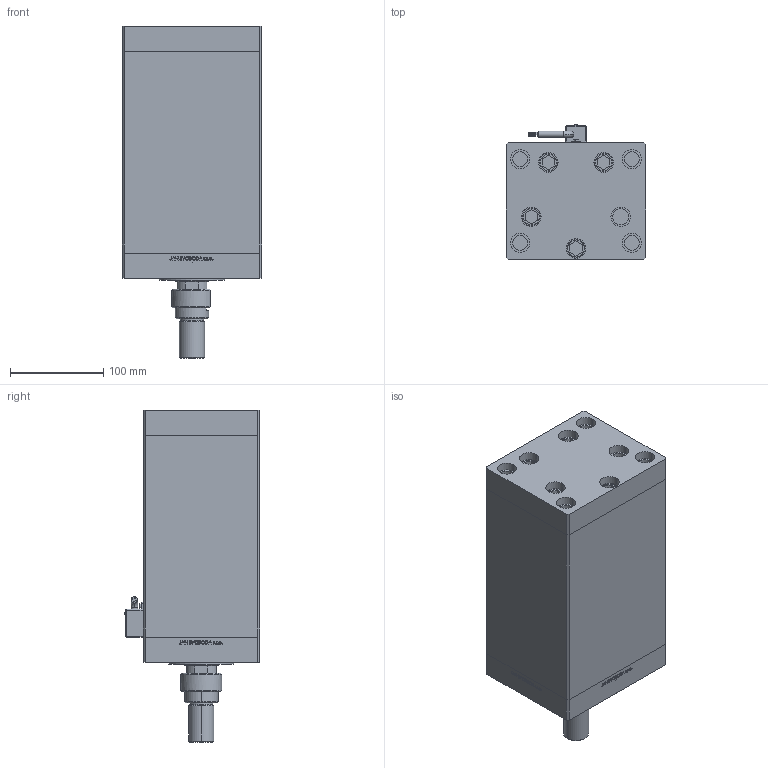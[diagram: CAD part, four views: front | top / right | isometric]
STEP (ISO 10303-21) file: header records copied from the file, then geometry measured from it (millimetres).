
FILE_DESCRIPTION (( 'STEP AP203' ), '1' );
FILE_NAME ('7c6c.STEP', '2024-01-08T23:11:40', ( '' ), ( '' ), 'SwSTEP 2.0', 'SolidWorks 2019', '' );
FILE_SCHEMA (( 'CONFIG_CONTROL_DESIGN' ));
Length unit declared in the file: millimetre
Products named in the file (9): Magnetic_Switch_MSU4 be9ca06281b65305873d072aa93afdc5; V220C_C MIDDLE be9ca06281b65305873d072aa93afdc5; ALLEN BOLT be9ca06281b65305873d072aa93afdc5; V220C BACK_C be9ca06281b65305873d072aa93afdc5; FEMALE_PART_FOR_DFA be9ca06281b65305873d072aa93afdc5; V220C FRONT be9ca06281b65305873d072aa93afdc5; V220C_VC_C be9ca06281b65305873d072aa93afdc5; 7c6c; DFA be9ca06281b65305873d072aa93afdc5
Assembly tree (16 placements, depth 3):
  7c6c
    ALLEN BOLT be9ca06281b65305873d072aa93afdc5  x9
    V220C_C MIDDLE be9ca06281b65305873d072aa93afdc5
    V220C FRONT be9ca06281b65305873d072aa93afdc5
    Magnetic_Switch_MSU4 be9ca06281b65305873d072aa93afdc5
    V220C_VC_C be9ca06281b65305873d072aa93afdc5
    V220C BACK_C be9ca06281b65305873d072aa93afdc5
    DFA be9ca06281b65305873d072aa93afdc5
      FEMALE_PART_FOR_DFA be9ca06281b65305873d072aa93afdc5
Bounding box: 150 x 145.1 x 356.8 mm (x, y, z)
Volume: 4196220.9 mm3; surface area: 467852 mm2
Topology: 15 solids, 16 shells, 1298 faces, 3180 edges, 2070 vertices
Faces by surface type: plane 593, bspline 380, cylinder 213, cone 56, torus 44, sphere 12
Entity records: 53097 total; most frequent: CARTESIAN_POINT 27250, ORIENTED_EDGE 5604, DIRECTION 3966, EDGE_CURVE 2802, VERTEX_POINT 1846, LINE 1602, VECTOR 1602, EDGE_LOOP 1314
